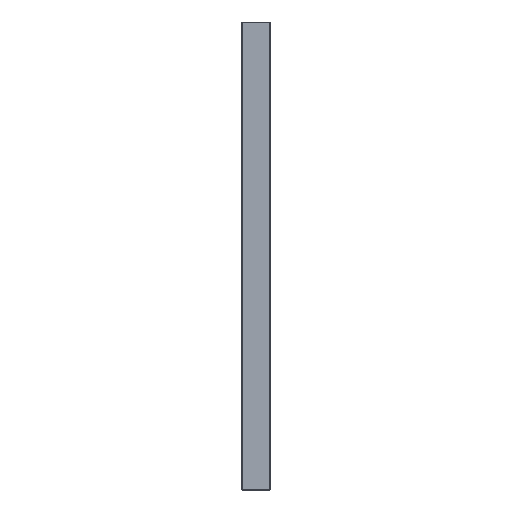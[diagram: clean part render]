
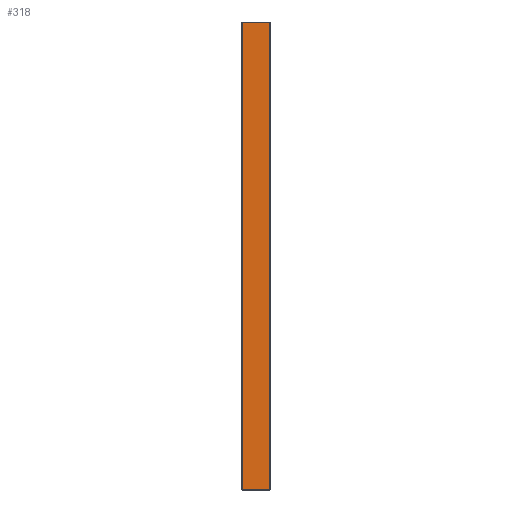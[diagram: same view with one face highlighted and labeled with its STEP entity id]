
A CAD part, top view. The second image highlights one B-rep face of the part: STEP entity #318.
In plain terms, the highlighted planar face has unit normal (0, 0, 1).
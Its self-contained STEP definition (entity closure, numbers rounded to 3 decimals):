
#28=FACE_OUTER_BOUND('',#50,.T.);
#50=EDGE_LOOP('',(#215,#216,#217,#218));
#75=LINE('',#500,#111);
#76=LINE('',#502,#112);
#77=LINE('',#504,#113);
#78=LINE('',#505,#114);
#111=VECTOR('',#399,1000.);
#112=VECTOR('',#400,1000.);
#113=VECTOR('',#401,1000.);
#114=VECTOR('',#402,1000.);
#147=VERTEX_POINT('',#498);
#148=VERTEX_POINT('',#499);
#149=VERTEX_POINT('',#501);
#150=VERTEX_POINT('',#503);
#171=EDGE_CURVE('',#147,#148,#75,.T.);
#172=EDGE_CURVE('',#149,#148,#76,.T.);
#173=EDGE_CURVE('',#149,#150,#77,.T.);
#174=EDGE_CURVE('',#147,#150,#78,.T.);
#215=ORIENTED_EDGE('',*,*,#171,.T.);
#216=ORIENTED_EDGE('',*,*,#172,.F.);
#217=ORIENTED_EDGE('',*,*,#173,.T.);
#218=ORIENTED_EDGE('',*,*,#174,.F.);
#300=PLANE('',#360);
#318=ADVANCED_FACE('',(#28),#300,.T.);
#360=AXIS2_PLACEMENT_3D('',#497,#397,#398);
#397=DIRECTION('center_axis',(0.,0.,1.));
#398=DIRECTION('ref_axis',(1.,0.,0.));
#399=DIRECTION('',(1.,0.,0.));
#400=DIRECTION('',(0.,-1.,0.));
#401=DIRECTION('',(-1.,0.,0.));
#402=DIRECTION('',(0.,1.,0.));
#497=CARTESIAN_POINT('Origin',(0.,0.,0.));
#498=CARTESIAN_POINT('',(-23.1,-398.,0.));
#499=CARTESIAN_POINT('',(23.1,-398.,0.));
#500=CARTESIAN_POINT('',(25.5,-398.,0.));
#501=CARTESIAN_POINT('',(23.1,398.,0.));
#502=CARTESIAN_POINT('',(23.1,398.,0.));
#503=CARTESIAN_POINT('',(-23.1,398.,0.));
#504=CARTESIAN_POINT('',(25.5,398.,0.));
#505=CARTESIAN_POINT('',(-23.1,-398.,0.));
